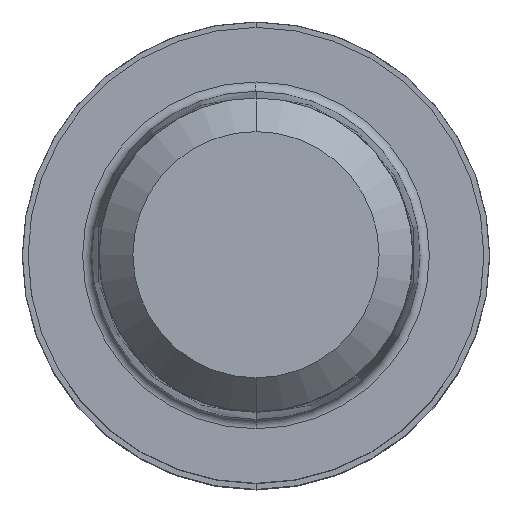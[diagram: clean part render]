
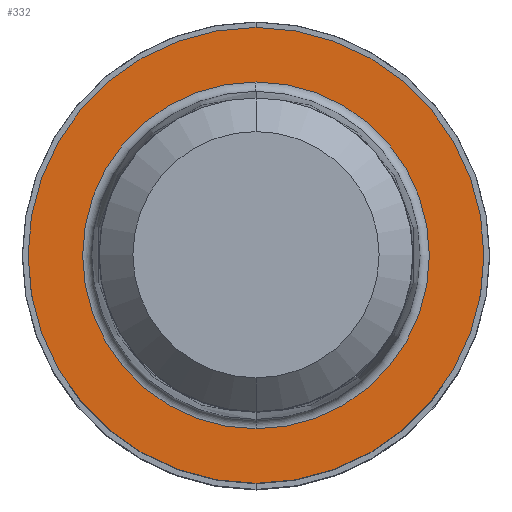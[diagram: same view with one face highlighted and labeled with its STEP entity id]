
A CAD part, top view. The second image highlights one B-rep face of the part: STEP entity #332.
In plain terms, the highlighted planar face has unit normal (0, 0, 1).
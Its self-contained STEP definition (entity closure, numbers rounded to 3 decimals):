
#172=EDGE_CURVE('',#296,#184,#461,.T.);
#184=VERTEX_POINT('',#474);
#214=VERTEX_POINT('',#506);
#256=EDGE_CURVE('',#362,#214,#552,.T.);
#296=VERTEX_POINT('',#599);
#332=ADVANCED_FACE('',(#642,#643),#644,.T.);
#362=VERTEX_POINT('',#680);
#370=EDGE_CURVE('',#184,#296,#688,.T.);
#372=EDGE_CURVE('',#214,#362,#690,.T.);
#461=CIRCLE('',#784,5.85);
#474=CARTESIAN_POINT('',(0.,-5.85,0.01));
#506=CARTESIAN_POINT('',(0.0,4.45,0.01));
#552=CIRCLE('',#898,4.45);
#599=CARTESIAN_POINT('',(0.0,5.85,0.01));
#642=FACE_OUTER_BOUND('',#1006,.T.);
#643=FACE_BOUND('',#1007,.T.);
#644=PLANE('',#1008);
#680=CARTESIAN_POINT('',(0.,-4.45,0.01));
#688=CIRCLE('',#1066,5.85);
#690=CIRCLE('',#1069,4.45);
#784=AXIS2_PLACEMENT_3D('',#1168,#1169,#1170);
#898=AXIS2_PLACEMENT_3D('',#1258,#1259,#1260);
#1006=EDGE_LOOP('',(#1404,#1405));
#1007=EDGE_LOOP('',(#1406,#1407));
#1008=AXIS2_PLACEMENT_3D('',#1408,#1409,#1410);
#1066=AXIS2_PLACEMENT_3D('',#1464,#1465,#1466);
#1069=AXIS2_PLACEMENT_3D('',#1467,#1468,#1469);
#1168=CARTESIAN_POINT('',(0.0,0.0,0.01));
#1169=DIRECTION('',(0.0,0.0,-1.0));
#1170=DIRECTION('',(0.0,1.0,0.0));
#1258=CARTESIAN_POINT('',(0.0,0.0,0.01));
#1259=DIRECTION('',(0.0,0.0,-1.0));
#1260=DIRECTION('',(0.0,1.0,0.0));
#1404=ORIENTED_EDGE('',*,*,#172,.F.);
#1405=ORIENTED_EDGE('',*,*,#370,.F.);
#1406=ORIENTED_EDGE('',*,*,#372,.T.);
#1407=ORIENTED_EDGE('',*,*,#256,.T.);
#1408=CARTESIAN_POINT('',(0.0,2.925,0.01));
#1409=DIRECTION('',(-0.0,0.0,1.0));
#1410=DIRECTION('',(0.0,-1.0,0.0));
#1464=CARTESIAN_POINT('',(0.0,0.0,0.01));
#1465=DIRECTION('',(0.0,0.0,-1.0));
#1466=DIRECTION('',(0.0,1.0,0.0));
#1467=CARTESIAN_POINT('',(0.0,0.0,0.01));
#1468=DIRECTION('',(0.0,0.0,-1.0));
#1469=DIRECTION('',(0.0,1.0,0.0));
